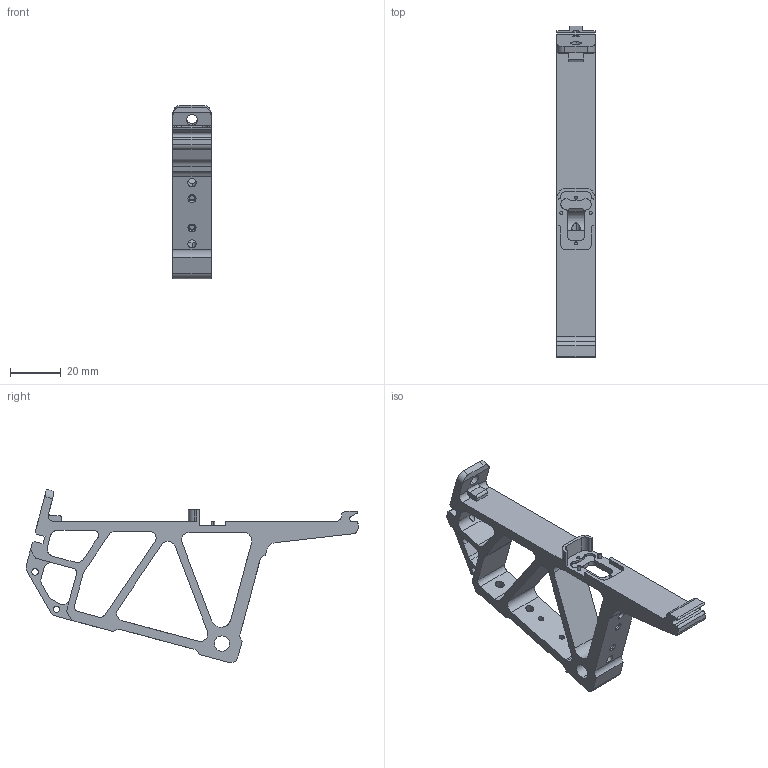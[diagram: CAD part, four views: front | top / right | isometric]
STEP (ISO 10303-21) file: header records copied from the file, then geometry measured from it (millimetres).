
FILE_DESCRIPTION (( 'STEP AP214' ), '1' );
FILE_NAME ('盓傅殤A倰.STEP', '2018-11-20T11:49:26', ( 'hh' ), ( 'Microsoft' ), 'SwSTEP 2.0', 'SolidWorks 2016', '' );
FILE_SCHEMA (( 'AUTOMOTIVE_DESIGN' ));
Length unit declared in the file: millimetre
Products named in the file (1): 盓傅殤A倰
Bounding box: 15 x 130.97 x 68.39 mm (x, y, z)
Volume: 25081.2 mm3; surface area: 16080.3 mm2
Topology: 1 solids, 1 shells, 205 faces, 598 edges, 396 vertices
Faces by surface type: cylinder 112, plane 85, cone 8
Entity records: 7115 total; most frequent: CARTESIAN_POINT 1372, DIRECTION 1223, ORIENTED_EDGE 1196, EDGE_CURVE 598, AXIS2_PLACEMENT_3D 433, VERTEX_POINT 396, LINE 357, VECTOR 357
